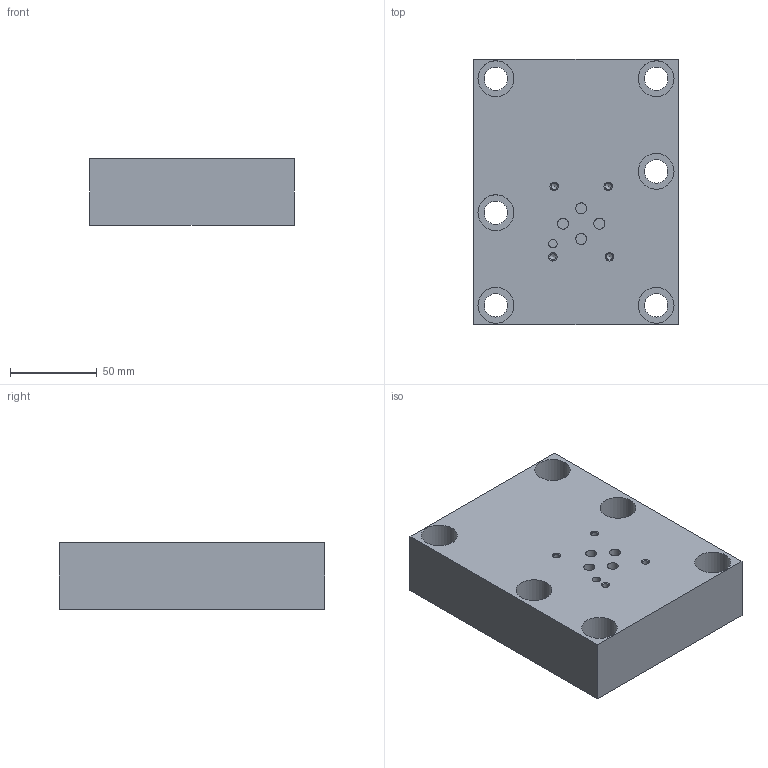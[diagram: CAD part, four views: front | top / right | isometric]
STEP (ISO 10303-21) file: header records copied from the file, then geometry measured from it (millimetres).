
FILE_DESCRIPTION( ( 'STEP AP214' ), ' ' );
FILE_NAME( 'AD03D08VAAB.stp', '2018-06-07T00:28:12', ( '' ), ( '' ), ' ', 'PARTsolutions', ' ' );
FILE_SCHEMA( ( 'AUTOMOTIVE_DESIGN { 1 0 10303 214 1 1 1 1 }' ) );
Length unit declared in the file: inch
Products named in the file (1): _AD03D08VAAB
Bounding box: 117.47 x 152.4 x 38.1 mm (x, y, z)
Volume: 602898.1 mm3; surface area: 73988.4 mm2
Topology: 1 solids, 1 shells, 190 faces, 449 edges, 298 vertices
Faces by surface type: plane 109, cylinder 73, cone 8
Full cylindrical faces by diameter (mm): 3.68 x4, 4.826 x1, 6.35 x10, 13.487 x8, 20.625 x6, 20.65 x4, 25.4 x2, 33.325 x4
Entity records: 6760 total; most frequent: DIRECTION 926, CARTESIAN_POINT 879, ORIENTED_EDGE 788, EDGE_CURVE 394, AXIS2_PLACEMENT_3D 341, VERTEX_POINT 294, EDGE_LOOP 286, LINE 244
